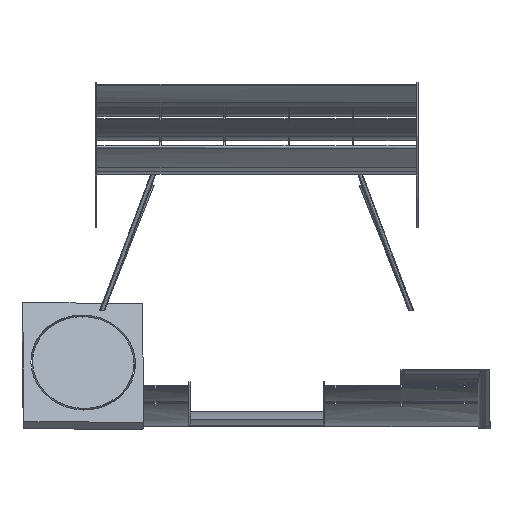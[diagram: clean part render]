
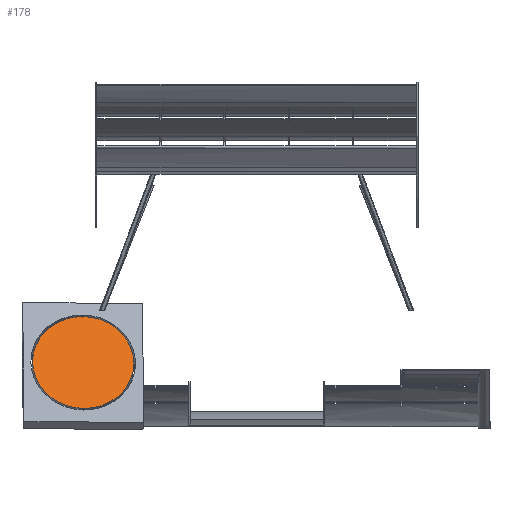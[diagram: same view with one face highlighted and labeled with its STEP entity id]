
A CAD part, left-side view. The second image highlights one B-rep face of the part: STEP entity #178.
In plain terms, the highlighted face is planar.
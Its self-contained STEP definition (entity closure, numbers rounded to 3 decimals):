
#70=CARTESIAN_POINT('Vertex',(0.,177.483,344.19)) ;
#93=CARTESIAN_POINT('Vertex',(0.,177.483,44.19)) ;
#96=CARTESIAN_POINT('Axis2P3D Location',(0.,177.483,194.19)) ;
#100=CARTESIAN_POINT('Vertex',(0.,327.483,194.19)) ;
#103=CARTESIAN_POINT('Axis2P3D Location',(0.,177.483,194.19)) ;
#134=CARTESIAN_POINT('Axis2P3D Location',(0.,177.483,194.19)) ;
#138=CARTESIAN_POINT('Vertex',(0.,27.483,194.19)) ;
#141=CARTESIAN_POINT('Axis2P3D Location',(0.,177.483,194.19)) ;
#167=CARTESIAN_POINT('Axis2P3D Location',(0.,177.483,194.19)) ;
#97=DIRECTION('Axis2P3D Direction',(-1.,0.,0.)) ;
#104=DIRECTION('Axis2P3D Direction',(-1.,0.,0.)) ;
#135=DIRECTION('Axis2P3D Direction',(-1.,0.,0.)) ;
#142=DIRECTION('Axis2P3D Direction',(-1.,0.,0.)) ;
#168=DIRECTION('Axis2P3D Direction',(1.,0.,0.)) ;
#169=DIRECTION('Axis2P3D XDirection',(0.,0.,-1.)) ;
#98=AXIS2_PLACEMENT_3D('Circle Axis2P3D',#96,#97,$) ;
#105=AXIS2_PLACEMENT_3D('Circle Axis2P3D',#103,#104,$) ;
#136=AXIS2_PLACEMENT_3D('Circle Axis2P3D',#134,#135,$) ;
#143=AXIS2_PLACEMENT_3D('Circle Axis2P3D',#141,#142,$) ;
#170=AXIS2_PLACEMENT_3D('Plane Axis2P3D',#167,#168,#169) ;
#173=ORIENTED_EDGE('',*,*,#102,.T.) ;
#174=ORIENTED_EDGE('',*,*,#145,.T.) ;
#175=ORIENTED_EDGE('',*,*,#140,.T.) ;
#176=ORIENTED_EDGE('',*,*,#107,.T.) ;
#178=ADVANCED_FACE('',(#177),#171,.F.) ;
#99=CIRCLE('generated circle',#98,150.) ;
#106=CIRCLE('generated circle',#105,150.) ;
#137=CIRCLE('generated circle',#136,150.) ;
#144=CIRCLE('generated circle',#143,150.) ;
#102=EDGE_CURVE('',#101,#94,#99,.T.) ;
#107=EDGE_CURVE('',#71,#101,#106,.T.) ;
#140=EDGE_CURVE('',#139,#71,#137,.T.) ;
#145=EDGE_CURVE('',#94,#139,#144,.T.) ;
#172=EDGE_LOOP('',(#173,#174,#175,#176)) ;
#177=FACE_OUTER_BOUND('',#172,.T.) ;
#171=PLANE('Plane',#170) ;
#71=VERTEX_POINT('',#70) ;
#94=VERTEX_POINT('',#93) ;
#101=VERTEX_POINT('',#100) ;
#139=VERTEX_POINT('',#138) ;
